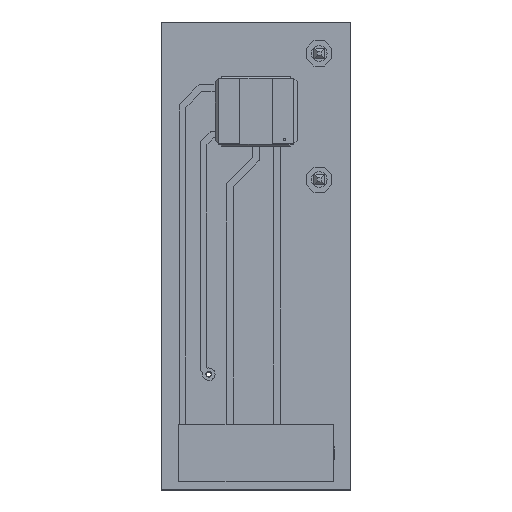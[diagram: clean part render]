
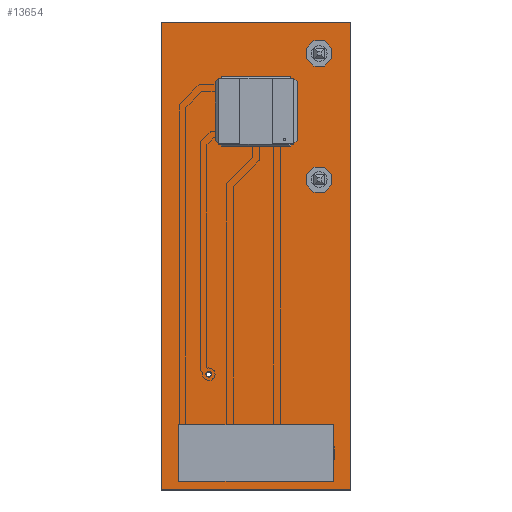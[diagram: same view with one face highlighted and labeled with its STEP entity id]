
A CAD part, top view. The second image highlights one B-rep face of the part: STEP entity #13654.
In plain terms, the highlighted planar face has unit normal (0, 0, 1).
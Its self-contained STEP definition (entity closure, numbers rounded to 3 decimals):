
#334=FACE_BOUND('',#2658,.T.);
#335=FACE_BOUND('',#2659,.T.);
#336=FACE_BOUND('',#2660,.T.);
#337=FACE_BOUND('',#2661,.T.);
#338=FACE_BOUND('',#2662,.T.);
#339=FACE_BOUND('',#2663,.T.);
#340=FACE_BOUND('',#2664,.T.);
#1019=PLANE('',#14838);
#1793=FACE_OUTER_BOUND('',#2657,.T.);
#2657=EDGE_LOOP('',(#12684,#12685,#12686,#12687));
#2658=EDGE_LOOP('',(#12688));
#2659=EDGE_LOOP('',(#12689));
#2660=EDGE_LOOP('',(#12690));
#2661=EDGE_LOOP('',(#12691));
#2662=EDGE_LOOP('',(#12692));
#2663=EDGE_LOOP('',(#12693));
#2664=EDGE_LOOP('',(#12694));
#4259=LINE('',#22268,#5847);
#4262=LINE('',#22274,#5850);
#4265=LINE('',#22280,#5853);
#4268=LINE('',#22284,#5856);
#5847=VECTOR('',#18426,10.);
#5850=VECTOR('',#18431,10.);
#5853=VECTOR('',#18436,10.);
#5856=VECTOR('',#18441,10.);
#6081=CIRCLE('',#14815,0.565);
#6083=CIRCLE('',#14818,0.473);
#6085=CIRCLE('',#14821,0.565);
#6087=CIRCLE('',#14824,0.473);
#6089=CIRCLE('',#14827,0.565);
#6091=CIRCLE('',#14830,0.14);
#6093=CIRCLE('',#14833,0.565);
#7269=VERTEX_POINT('',#22222);
#7271=VERTEX_POINT('',#22228);
#7273=VERTEX_POINT('',#22234);
#7275=VERTEX_POINT('',#22240);
#7277=VERTEX_POINT('',#22246);
#7279=VERTEX_POINT('',#22252);
#7281=VERTEX_POINT('',#22258);
#7284=VERTEX_POINT('',#22265);
#7285=VERTEX_POINT('',#22267);
#7287=VERTEX_POINT('',#22273);
#7289=VERTEX_POINT('',#22279);
#9068=EDGE_CURVE('',#7269,#7269,#6081,.T.);
#9071=EDGE_CURVE('',#7271,#7271,#6083,.T.);
#9074=EDGE_CURVE('',#7273,#7273,#6085,.T.);
#9077=EDGE_CURVE('',#7275,#7275,#6087,.T.);
#9080=EDGE_CURVE('',#7277,#7277,#6089,.T.);
#9083=EDGE_CURVE('',#7279,#7279,#6091,.T.);
#9086=EDGE_CURVE('',#7281,#7281,#6093,.T.);
#9089=EDGE_CURVE('',#7285,#7284,#4259,.T.);
#9092=EDGE_CURVE('',#7287,#7285,#4262,.T.);
#9095=EDGE_CURVE('',#7289,#7287,#4265,.T.);
#9098=EDGE_CURVE('',#7284,#7289,#4268,.T.);
#12684=ORIENTED_EDGE('',*,*,#9098,.T.);
#12685=ORIENTED_EDGE('',*,*,#9095,.T.);
#12686=ORIENTED_EDGE('',*,*,#9092,.T.);
#12687=ORIENTED_EDGE('',*,*,#9089,.T.);
#12688=ORIENTED_EDGE('',*,*,#9068,.T.);
#12689=ORIENTED_EDGE('',*,*,#9071,.T.);
#12690=ORIENTED_EDGE('',*,*,#9074,.T.);
#12691=ORIENTED_EDGE('',*,*,#9077,.T.);
#12692=ORIENTED_EDGE('',*,*,#9080,.T.);
#12693=ORIENTED_EDGE('',*,*,#9083,.T.);
#12694=ORIENTED_EDGE('',*,*,#9086,.T.);
#13654=ADVANCED_FACE('',(#1793,#334,#335,#336,#337,#338,#339,#340),#1019,
 .T.);
#14815=AXIS2_PLACEMENT_3D('',#22224,#18378,#18379);
#14818=AXIS2_PLACEMENT_3D('',#22230,#18385,#18386);
#14821=AXIS2_PLACEMENT_3D('',#22236,#18392,#18393);
#14824=AXIS2_PLACEMENT_3D('',#22242,#18399,#18400);
#14827=AXIS2_PLACEMENT_3D('',#22248,#18406,#18407);
#14830=AXIS2_PLACEMENT_3D('',#22254,#18413,#18414);
#14833=AXIS2_PLACEMENT_3D('',#22260,#18420,#18421);
#14838=AXIS2_PLACEMENT_3D('',#22285,#18442,#18443);
#18378=DIRECTION('center_axis',(0.,0.,-1.));
#18379=DIRECTION('ref_axis',(1.,0.,0.));
#18385=DIRECTION('center_axis',(0.,0.,-1.));
#18386=DIRECTION('ref_axis',(1.,0.,0.));
#18392=DIRECTION('center_axis',(0.,0.,-1.));
#18393=DIRECTION('ref_axis',(1.,0.,0.));
#18399=DIRECTION('center_axis',(0.,0.,-1.));
#18400=DIRECTION('ref_axis',(1.,0.,0.));
#18406=DIRECTION('center_axis',(0.,0.,-1.));
#18407=DIRECTION('ref_axis',(1.,0.,0.));
#18413=DIRECTION('center_axis',(0.,0.,-1.));
#18414=DIRECTION('ref_axis',(1.,0.,0.));
#18420=DIRECTION('center_axis',(0.,0.,-1.));
#18421=DIRECTION('ref_axis',(1.,0.,0.));
#18426=DIRECTION('',(-1.,0.,0.));
#18431=DIRECTION('',(0.,1.,0.));
#18436=DIRECTION('',(1.,0.,0.));
#18441=DIRECTION('',(0.,-1.,0.));
#18442=DIRECTION('center_axis',(0.,0.,1.));
#18443=DIRECTION('ref_axis',(1.,0.,0.));
#22222=CARTESIAN_POINT('',(1.975,2.54,0.053));
#22224=CARTESIAN_POINT('Origin',(2.54,2.54,0.053));
#22228=CARTESIAN_POINT('',(9.687,26.67,0.053));
#22230=CARTESIAN_POINT('Origin',(10.16,26.67,0.053));
#22234=CARTESIAN_POINT('',(7.055,2.54,0.053));
#22236=CARTESIAN_POINT('Origin',(7.62,2.54,0.053));
#22240=CARTESIAN_POINT('',(9.687,19.05,0.053));
#22242=CARTESIAN_POINT('Origin',(10.16,19.05,0.053));
#22246=CARTESIAN_POINT('',(4.515,2.54,0.053));
#22248=CARTESIAN_POINT('Origin',(5.08,2.54,0.053));
#22252=CARTESIAN_POINT('',(3.353,7.303,0.053));
#22254=CARTESIAN_POINT('Origin',(3.493,7.303,0.053));
#22258=CARTESIAN_POINT('',(9.595,2.54,0.053));
#22260=CARTESIAN_POINT('Origin',(10.16,2.54,0.053));
#22265=CARTESIAN_POINT('',(0.635,28.565,0.053));
#22267=CARTESIAN_POINT('',(12.053,28.565,0.053));
#22268=CARTESIAN_POINT('',(12.053,28.565,0.053));
#22273=CARTESIAN_POINT('',(12.053,0.318,0.053));
#22274=CARTESIAN_POINT('',(12.053,0.318,0.053));
#22279=CARTESIAN_POINT('',(0.635,0.318,0.053));
#22280=CARTESIAN_POINT('',(0.635,0.318,0.053));
#22284=CARTESIAN_POINT('',(0.635,28.565,0.053));
#22285=CARTESIAN_POINT('Origin',(6.344,14.441,0.053));
